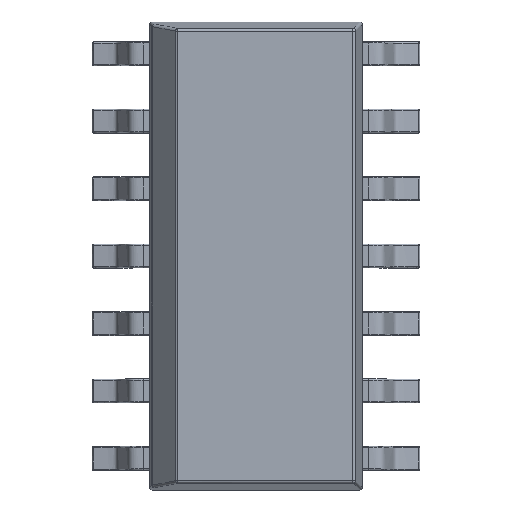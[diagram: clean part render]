
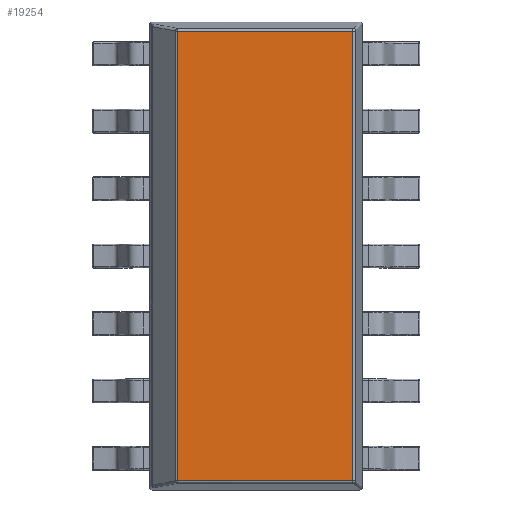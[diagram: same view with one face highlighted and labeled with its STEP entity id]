
A CAD part, top view. The second image highlights one B-rep face of the part: STEP entity #19254.
In plain terms, the highlighted planar face has unit normal (0, 0, 1).
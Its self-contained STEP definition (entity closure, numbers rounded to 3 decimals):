
#16115 = VERTEX_POINT('',#16116);
#16116 = CARTESIAN_POINT('',(1.826,4.231,1.997));
#16122 = EDGE_CURVE('',#16123,#16115,#16125,.T.);
#16123 = VERTEX_POINT('',#16124);
#16124 = CARTESIAN_POINT('',(1.826,-4.231,1.997)
  );
#16125 = B_SPLINE_CURVE_WITH_KNOTS('',1,(#16126,#16127),.UNSPECIFIED.,
  .F.,.F.,(2,2),(0.042,8.504),
  .PIECEWISE_BEZIER_KNOTS.);
#16126 = CARTESIAN_POINT('',(1.826,-4.231,1.997)
  );
#16127 = CARTESIAN_POINT('',(1.826,4.231,1.997));
#19254 = ADVANCED_FACE('',(#19255),#19277,.T.);
#19255 = FACE_BOUND('',#19256,.T.);
#19256 = EDGE_LOOP('',(#19257,#19258,#19265,#19272));
#19257 = ORIENTED_EDGE('',*,*,#16122,.T.);
#19258 = ORIENTED_EDGE('',*,*,#19259,.T.);
#19259 = EDGE_CURVE('',#16115,#19260,#19262,.T.);
#19260 = VERTEX_POINT('',#19261);
#19261 = CARTESIAN_POINT('',(-1.478,4.231,1.997)
  );
#19262 = B_SPLINE_CURVE_WITH_KNOTS('',1,(#19263,#19264),.UNSPECIFIED.,
  .F.,.F.,(2,2),(0.042,3.346),
  .PIECEWISE_BEZIER_KNOTS.);
#19263 = CARTESIAN_POINT('',(1.826,4.231,1.997));
#19264 = CARTESIAN_POINT('',(-1.478,4.231,1.997)
  );
#19265 = ORIENTED_EDGE('',*,*,#19266,.T.);
#19266 = EDGE_CURVE('',#19260,#19267,#19269,.T.);
#19267 = VERTEX_POINT('',#19268);
#19268 = CARTESIAN_POINT('',(-1.478,-4.231,1.997)
  );
#19269 = B_SPLINE_CURVE_WITH_KNOTS('',1,(#19270,#19271),.UNSPECIFIED.,
  .F.,.F.,(2,2),(0.042,8.504),
  .PIECEWISE_BEZIER_KNOTS.);
#19270 = CARTESIAN_POINT('',(-1.478,4.231,1.997)
  );
#19271 = CARTESIAN_POINT('',(-1.478,-4.231,1.997)
  );
#19272 = ORIENTED_EDGE('',*,*,#19273,.T.);
#19273 = EDGE_CURVE('',#19267,#16123,#19274,.T.);
#19274 = B_SPLINE_CURVE_WITH_KNOTS('',1,(#19275,#19276),.UNSPECIFIED.,
  .F.,.F.,(2,2),(-3.346,-0.042),
  .PIECEWISE_BEZIER_KNOTS.);
#19275 = CARTESIAN_POINT('',(-1.478,-4.231,1.997)
  );
#19276 = CARTESIAN_POINT('',(1.826,-4.231,1.997)
  );
#19277 = PLANE('',#19278);
#19278 = AXIS2_PLACEMENT_3D('',#19279,#19280,#19281);
#19279 = CARTESIAN_POINT('',(1.868,12.48,1.997)
  );
#19280 = DIRECTION('',(0.,0.,1.));
#19281 = DIRECTION('',(0.,1.,0.));
